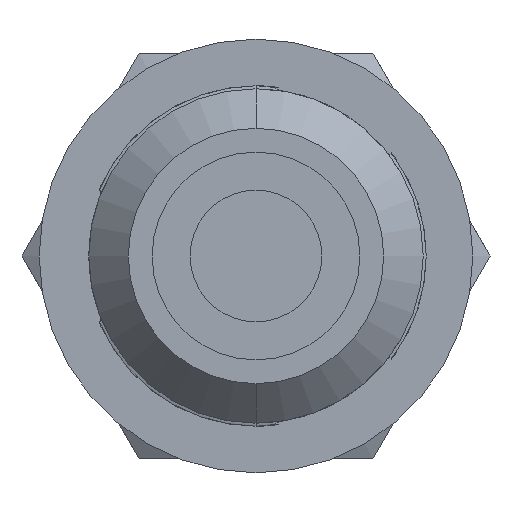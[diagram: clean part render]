
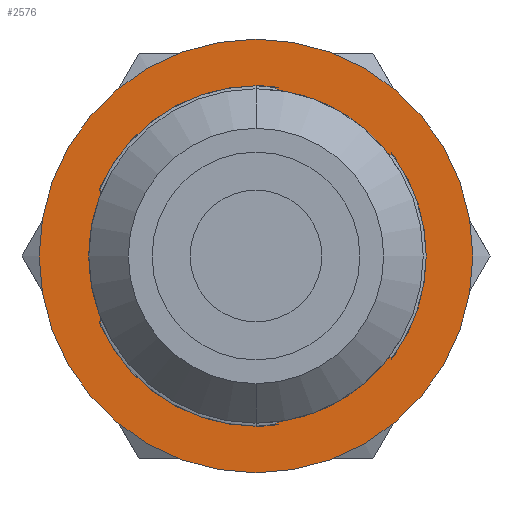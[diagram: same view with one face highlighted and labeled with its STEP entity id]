
A CAD part, front view. The second image highlights one B-rep face of the part: STEP entity #2576.
In plain terms, the highlighted planar face has unit normal (0, -1, 0).
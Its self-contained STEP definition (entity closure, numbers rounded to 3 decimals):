
#68 = DIRECTION ( 'NONE',  ( 0., 0., -1. ) ) ;
#69 = DIRECTION ( 'NONE',  ( 0., -1., 0. ) ) ;
#70 = CARTESIAN_POINT ( 'NONE',  ( 0., 7.2, 0. ) ) ;
#71 = AXIS2_PLACEMENT_3D ( 'NONE', #70, #69, #68 ) ;
#72 = CIRCLE ( 'NONE', #71, 8.4 ) ;
#264 = CARTESIAN_POINT ( 'NONE',  ( 0., 7.2, 10.7 ) ) ;
#294 = DIRECTION ( 'NONE',  ( 0., 0., -1. ) ) ;
#295 = DIRECTION ( 'NONE',  ( 0., -1., 0. ) ) ;
#296 = CARTESIAN_POINT ( 'NONE',  ( 0., 7.2, 0. ) ) ;
#297 = AXIS2_PLACEMENT_3D ( 'NONE', #296, #295, #294 ) ;
#298 = CIRCLE ( 'NONE', #297, 10.7 ) ;
#326 = AXIS2_PLACEMENT_3D ( 'NONE', #332, #339, #342 ) ;
#330 = CIRCLE ( 'NONE', #326, 8.4 ) ;
#332 = CARTESIAN_POINT ( 'NONE',  ( 0., 7.2, 0. ) ) ;
#334 = CARTESIAN_POINT ( 'NONE',  ( -7.65, 7.2, 3.47 ) ) ;
#339 = DIRECTION ( 'NONE',  ( 0., -1., 0. ) ) ;
#342 = DIRECTION ( 'NONE',  ( 0., 0., -1. ) ) ;
#347 = CARTESIAN_POINT ( 'NONE',  ( 0., 7.2, 8.4 ) ) ;
#355 = CARTESIAN_POINT ( 'NONE',  ( 0., 7.2, -8.4 ) ) ;
#401 = CARTESIAN_POINT ( 'NONE',  ( 0., 7.2, -10.7 ) ) ;
#646 = CARTESIAN_POINT ( 'NONE',  ( -7.65, 7.2, -3.47 ) ) ;
#794 = DIRECTION ( 'NONE',  ( 0., -1., 0. ) ) ;
#802 = DIRECTION ( 'NONE',  ( 0., 0., -1. ) ) ;
#1332 = DIRECTION ( 'NONE',  ( 0., 0., -1. ) ) ;
#1333 = DIRECTION ( 'NONE',  ( 0., -1., 0. ) ) ;
#1334 = AXIS2_PLACEMENT_3D ( 'NONE', #1373, #1333, #1332 ) ;
#1335 = CIRCLE ( 'NONE', #1334, 8.4 ) ;
#1341 = DIRECTION ( 'NONE',  ( 0., 0., -1. ) ) ;
#1342 = DIRECTION ( 'NONE',  ( 0., -1., 0. ) ) ;
#1343 = CARTESIAN_POINT ( 'NONE',  ( 0., 7.2, 0. ) ) ;
#1350 = AXIS2_PLACEMENT_3D ( 'NONE', #1343, #1342, #1341 ) ;
#1351 = CIRCLE ( 'NONE', #1350, 8.4 ) ;
#1358 = LINE ( 'NONE', #1364, #1363 ) ;
#1362 = DIRECTION ( 'NONE',  ( -0.866, 0., 0.5 ) ) ;
#1363 = VECTOR ( 'NONE', #1362, 1000. ) ;
#1364 = CARTESIAN_POINT ( 'NONE',  ( 0.82, 7.2, 8.36 ) ) ;
#1373 = CARTESIAN_POINT ( 'NONE',  ( 0., 7.2, 0. ) ) ;
#1426 = CARTESIAN_POINT ( 'NONE',  ( 0.82, 7.2, -8.36 ) ) ;
#1464 = DIRECTION ( 'NONE',  ( 0., 0., -1. ) ) ;
#1465 = VECTOR ( 'NONE', #1464, 1000. ) ;
#1466 = CARTESIAN_POINT ( 'NONE',  ( -7.65, 7.2, -3.47 ) ) ;
#1477 = LINE ( 'NONE', #1466, #1465 ) ;
#1491 = CARTESIAN_POINT ( 'NONE',  ( 0.82, 7.2, 8.36 ) ) ;
#1492 = LINE ( 'NONE', #1491, #1514 ) ;
#1513 = DIRECTION ( 'NONE',  ( -0.866, 0., 0.5 ) ) ;
#1514 = VECTOR ( 'NONE', #1513, 1000. ) ;
#1559 = CARTESIAN_POINT ( 'NONE',  ( 0., 7.2, 0. ) ) ;
#1570 = DIRECTION ( 'NONE',  ( 0., 0., -1. ) ) ;
#1571 = DIRECTION ( 'NONE',  ( 0., -1., 0. ) ) ;
#1575 = CARTESIAN_POINT ( 'NONE',  ( 6.83, 7.2, 4.89 ) ) ;
#1584 = AXIS2_PLACEMENT_3D ( 'NONE', #1559, #1571, #1570 ) ;
#1585 = CIRCLE ( 'NONE', #1584, 8.4 ) ;
#1586 = DIRECTION ( 'NONE',  ( 0.866, 0., 0.5 ) ) ;
#1598 = CARTESIAN_POINT ( 'NONE',  ( 0.82, 7.2, 8.36 ) ) ;
#1608 = CARTESIAN_POINT ( 'NONE',  ( 6.83, 7.2, -4.89 ) ) ;
#1612 = VECTOR ( 'NONE', #1620, 1000. ) ;
#1613 = CARTESIAN_POINT ( 'NONE',  ( -7.65, 7.2, -3.47 ) ) ;
#1614 = LINE ( 'NONE', #1613, #1612 ) ;
#1615 = LINE ( 'NONE', #1608, #1632 ) ;
#1620 = DIRECTION ( 'NONE',  ( 0., 0., -1. ) ) ;
#1632 = VECTOR ( 'NONE', #1586, 1000. ) ;
#1647 = CARTESIAN_POINT ( 'NONE',  ( 6.83, 7.2, -4.89 ) ) ;
#1687 = CARTESIAN_POINT ( 'NONE',  ( 6.83, 7.2, -4.89 ) ) ;
#1704 = LINE ( 'NONE', #1687, #1750 ) ;
#1720 = PLANE ( 'NONE',  #1722 ) ;
#1721 = CARTESIAN_POINT ( 'NONE',  ( 8.4, 7.2, 0. ) ) ;
#1722 = AXIS2_PLACEMENT_3D ( 'NONE', #1721, #794, #802 ) ;
#1723 = FACE_BOUND ( 'NONE', #2627, .T. ) ;
#1724 = DIRECTION ( 'NONE',  ( 0., 0., -1. ) ) ;
#1725 = DIRECTION ( 'NONE',  ( 0., -1., 0. ) ) ;
#1726 = CARTESIAN_POINT ( 'NONE',  ( 0., 7.2, 0. ) ) ;
#1727 = AXIS2_PLACEMENT_3D ( 'NONE', #1726, #1725, #1724 ) ;
#1745 = FACE_OUTER_BOUND ( 'NONE', #2583, .T. ) ;
#1746 = CIRCLE ( 'NONE', #1727, 10.7 ) ;
#1749 = DIRECTION ( 'NONE',  ( 0.866, 0., 0.5 ) ) ;
#1750 = VECTOR ( 'NONE', #1749, 1000. ) ;
#1932 = EDGE_CURVE ( 'NONE', #2079, #1985, #72, .T. ) ;
#1949 = VERTEX_POINT ( 'NONE', #264 ) ;
#1951 = EDGE_CURVE ( 'NONE', #1992, #1949, #298, .T. ) ;
#1966 = EDGE_CURVE ( 'NONE', #1980, #1967, #330, .T. ) ;
#1967 = VERTEX_POINT ( 'NONE', #334 ) ;
#1980 = VERTEX_POINT ( 'NONE', #347 ) ;
#1985 = VERTEX_POINT ( 'NONE', #355 ) ;
#1992 = VERTEX_POINT ( 'NONE', #401 ) ;
#2079 = VERTEX_POINT ( 'NONE', #646 ) ;
#2411 = ORIENTED_EDGE ( 'NONE', *, *, #2597, .F. ) ;
#2416 = ORIENTED_EDGE ( 'NONE', *, *, #2445, .F. ) ;
#2417 = ORIENTED_EDGE ( 'NONE', *, *, #2977, .T. ) ;
#2445 = EDGE_CURVE ( 'NONE', #2978, #2630, #1358, .T. ) ;
#2447 = EDGE_CURVE ( 'NONE', #2630, #1980, #1351, .T. ) ;
#2463 = EDGE_CURVE ( 'NONE', #1985, #2464, #1335, .T. ) ;
#2464 = VERTEX_POINT ( 'NONE', #1426 ) ;
#2511 = ORIENTED_EDGE ( 'NONE', *, *, #2608, .F. ) ;
#2513 = ORIENTED_EDGE ( 'NONE', *, *, #1966, .F. ) ;
#2515 = ORIENTED_EDGE ( 'NONE', *, *, #2516, .F. ) ;
#2516 = EDGE_CURVE ( 'NONE', #2599, #2979, #1492, .T. ) ;
#2519 = EDGE_CURVE ( 'NONE', #1967, #3045, #1477, .T. ) ;
#2534 = ORIENTED_EDGE ( 'NONE', *, *, #2463, .F. ) ;
#2535 = ORIENTED_EDGE ( 'NONE', *, *, #1932, .F. ) ;
#2536 = ORIENTED_EDGE ( 'NONE', *, *, #2447, .F. ) ;
#2552 = ORIENTED_EDGE ( 'NONE', *, *, #2567, .F. ) ;
#2554 = ORIENTED_EDGE ( 'NONE', *, *, #3082, .T. ) ;
#2560 = ORIENTED_EDGE ( 'NONE', *, *, #2519, .F. ) ;
#2567 = EDGE_CURVE ( 'NONE', #2464, #3085, #1704, .T. ) ;
#2575 = EDGE_CURVE ( 'NONE', #1949, #1992, #1746, .T. ) ;
#2576 = ADVANCED_FACE ( 'NONE', ( #1745, #1723 ), #1720, .T. ) ;
#2577 = ORIENTED_EDGE ( 'NONE', *, *, #1951, .T. ) ;
#2583 = EDGE_LOOP ( 'NONE', ( #2577, #2626 ) ) ;
#2597 = EDGE_CURVE ( 'NONE', #2617, #2599, #1585, .T. ) ;
#2599 = VERTEX_POINT ( 'NONE', #1575 ) ;
#2608 = EDGE_CURVE ( 'NONE', #3084, #2617, #1615, .T. ) ;
#2617 = VERTEX_POINT ( 'NONE', #1647 ) ;
#2618 = EDGE_CURVE ( 'NONE', #3052, #2079, #1614, .T. ) ;
#2626 = ORIENTED_EDGE ( 'NONE', *, *, #2575, .T. ) ;
#2627 = EDGE_LOOP ( 'NONE', ( #2628, #2629, #2560, #2513, #2536, #2416, #2417, #2515, #2411, #2511, #2554, #2552, #2534, #2535 ) ) ;
#2628 = ORIENTED_EDGE ( 'NONE', *, *, #2618, .F. ) ;
#2629 = ORIENTED_EDGE ( 'NONE', *, *, #3044, .T. ) ;
#2630 = VERTEX_POINT ( 'NONE', #1598 ) ;
#2768 = CARTESIAN_POINT ( 'NONE',  ( 0., 7.2, 0. ) ) ;
#2769 = CIRCLE ( 'NONE', #2786, 8.25 ) ;
#2783 = CARTESIAN_POINT ( 'NONE',  ( -7.65, 7.2, 3.089 ) ) ;
#2784 = DIRECTION ( 'NONE',  ( 0., 0., -1. ) ) ;
#2785 = DIRECTION ( 'NONE',  ( 0., 1., 0. ) ) ;
#2786 = AXIS2_PLACEMENT_3D ( 'NONE', #2768, #2785, #2784 ) ;
#2792 = CARTESIAN_POINT ( 'NONE',  ( -7.65, 7.2, -3.089 ) ) ;
#2807 = CARTESIAN_POINT ( 'NONE',  ( 6.5, 7.2, -5.081 ) ) ;
#2808 = CARTESIAN_POINT ( 'NONE',  ( 0., 7.2, 0. ) ) ;
#2816 = DIRECTION ( 'NONE',  ( 0., 0., -1. ) ) ;
#2823 = DIRECTION ( 'NONE',  ( 0., 1., 0. ) ) ;
#2824 = AXIS2_PLACEMENT_3D ( 'NONE', #2808, #2823, #2816 ) ;
#2825 = CIRCLE ( 'NONE', #2824, 8.25 ) ;
#2827 = CARTESIAN_POINT ( 'NONE',  ( 1.15, 7.2, -8.169 ) ) ;
#2916 = CARTESIAN_POINT ( 'NONE',  ( 6.5, 7.2, 5.081 ) ) ;
#2952 = CARTESIAN_POINT ( 'NONE',  ( 0., 7.2, 0. ) ) ;
#2964 = DIRECTION ( 'NONE',  ( 0., 0., -1. ) ) ;
#2965 = AXIS2_PLACEMENT_3D ( 'NONE', #2952, #2972, #2964 ) ;
#2966 = CIRCLE ( 'NONE', #2965, 8.25 ) ;
#2972 = DIRECTION ( 'NONE',  ( 0., 1., 0. ) ) ;
#2973 = CARTESIAN_POINT ( 'NONE',  ( 1.15, 7.2, 8.169 ) ) ;
#2977 = EDGE_CURVE ( 'NONE', #2978, #2979, #2966, .T. ) ;
#2978 = VERTEX_POINT ( 'NONE', #2973 ) ;
#2979 = VERTEX_POINT ( 'NONE', #2916 ) ;
#3044 = EDGE_CURVE ( 'NONE', #3052, #3045, #2769, .T. ) ;
#3045 = VERTEX_POINT ( 'NONE', #2783 ) ;
#3052 = VERTEX_POINT ( 'NONE', #2792 ) ;
#3082 = EDGE_CURVE ( 'NONE', #3084, #3085, #2825, .T. ) ;
#3084 = VERTEX_POINT ( 'NONE', #2807 ) ;
#3085 = VERTEX_POINT ( 'NONE', #2827 ) ;
